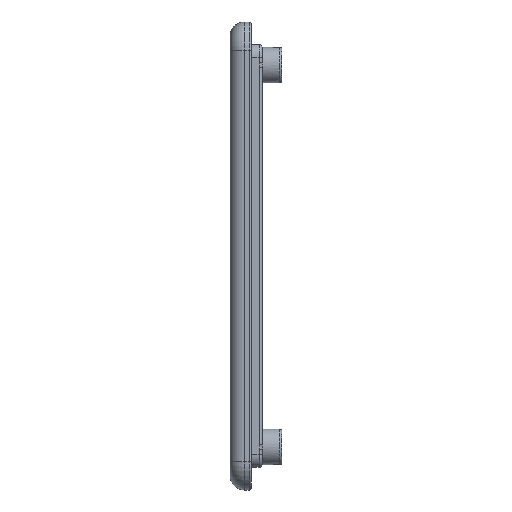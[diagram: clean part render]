
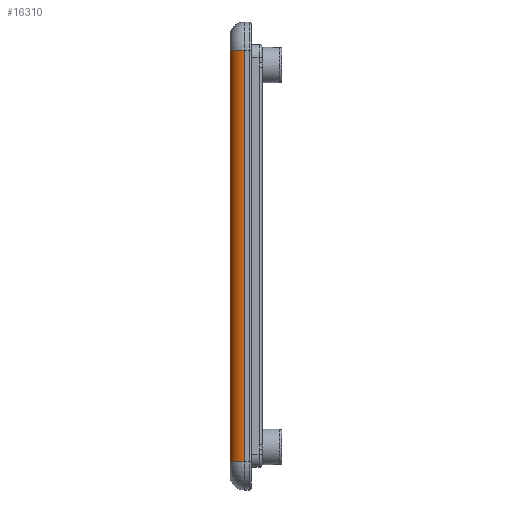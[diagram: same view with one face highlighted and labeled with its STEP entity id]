
A CAD part, left-side view. The second image highlights one B-rep face of the part: STEP entity #16310.
In plain terms, the highlighted cylindrical face has radius 2 mm (diameter 4 mm), a partial arc.
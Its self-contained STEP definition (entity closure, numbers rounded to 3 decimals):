
#156 = DIRECTION ( 'NONE',  ( 1., 0., 0. ) ) ;
#516 = AXIS2_PLACEMENT_3D ( 'NONE', #5507, #5018, #7163 ) ;
#705 = EDGE_CURVE ( 'NONE', #4486, #21457, #14580, .T. ) ;
#981 = EDGE_CURVE ( 'NONE', #4833, #21457, #22010, .T. ) ;
#1425 = VECTOR ( 'NONE', #2011, 1000. ) ;
#1695 = ORIENTED_EDGE ( 'NONE', *, *, #5842, .F. ) ;
#1788 = DIRECTION ( 'NONE',  ( 0., 0., 1. ) ) ;
#1922 = VERTEX_POINT ( 'NONE', #14312 ) ;
#2011 = DIRECTION ( 'NONE',  ( 0., 0., 1. ) ) ;
#4486 = VERTEX_POINT ( 'NONE', #22349 ) ;
#4833 = VERTEX_POINT ( 'NONE', #8894 ) ;
#5018 = DIRECTION ( 'NONE',  ( 0., 0., 1. ) ) ;
#5507 = CARTESIAN_POINT ( 'NONE',  ( -33.5, 16., 29. ) ) ;
#5842 = EDGE_CURVE ( 'NONE', #1922, #4833, #10200, .T. ) ;
#6555 = DIRECTION ( 'NONE',  ( -1., 0., 0. ) ) ;
#7163 = DIRECTION ( 'NONE',  ( 1., 0., 0. ) ) ;
#8128 = VECTOR ( 'NONE', #13922, 1000. ) ;
#8573 = DIRECTION ( 'NONE',  ( 0., 0., -1. ) ) ;
#8894 = CARTESIAN_POINT ( 'NONE',  ( -35.5, 16., 29. ) ) ;
#10200 = CIRCLE ( 'NONE', #516, 2. ) ;
#10882 = CARTESIAN_POINT ( 'NONE',  ( -35.5, 16., -29. ) ) ;
#11934 = ORIENTED_EDGE ( 'NONE', *, *, #981, .F. ) ;
#12397 = CARTESIAN_POINT ( 'NONE',  ( -35.5, 16., -29. ) ) ;
#13524 = EDGE_CURVE ( 'NONE', #4486, #1922, #19356, .T. ) ;
#13612 = AXIS2_PLACEMENT_3D ( 'NONE', #19849, #8573, #6555 ) ;
#13772 = AXIS2_PLACEMENT_3D ( 'NONE', #22917, #1788, #156 ) ;
#13922 = DIRECTION ( 'NONE',  ( 0., 0., -1. ) ) ;
#14156 = FACE_OUTER_BOUND ( 'NONE', #23540, .T. ) ;
#14279 = CYLINDRICAL_SURFACE ( 'NONE', #13612, 2. ) ;
#14312 = CARTESIAN_POINT ( 'NONE',  ( -33.5, 18., 29. ) ) ;
#14580 = CIRCLE ( 'NONE', #13772, 2. ) ;
#16310 = ADVANCED_FACE ( 'NONE', ( #14156 ), #14279, .T. ) ;
#19356 = LINE ( 'NONE', #23143, #1425 ) ;
#19849 = CARTESIAN_POINT ( 'NONE',  ( -33.5, 16., 29. ) ) ;
#21457 = VERTEX_POINT ( 'NONE', #10882 ) ;
#22010 = LINE ( 'NONE', #12397, #8128 ) ;
#22131 = ORIENTED_EDGE ( 'NONE', *, *, #13524, .F. ) ;
#22349 = CARTESIAN_POINT ( 'NONE',  ( -33.5, 18., -29. ) ) ;
#22917 = CARTESIAN_POINT ( 'NONE',  ( -33.5, 16., -29. ) ) ;
#22920 = ORIENTED_EDGE ( 'NONE', *, *, #705, .T. ) ;
#23143 = CARTESIAN_POINT ( 'NONE',  ( -33.5, 18., 29. ) ) ;
#23540 = EDGE_LOOP ( 'NONE', ( #22920, #11934, #1695, #22131 ) ) ;
